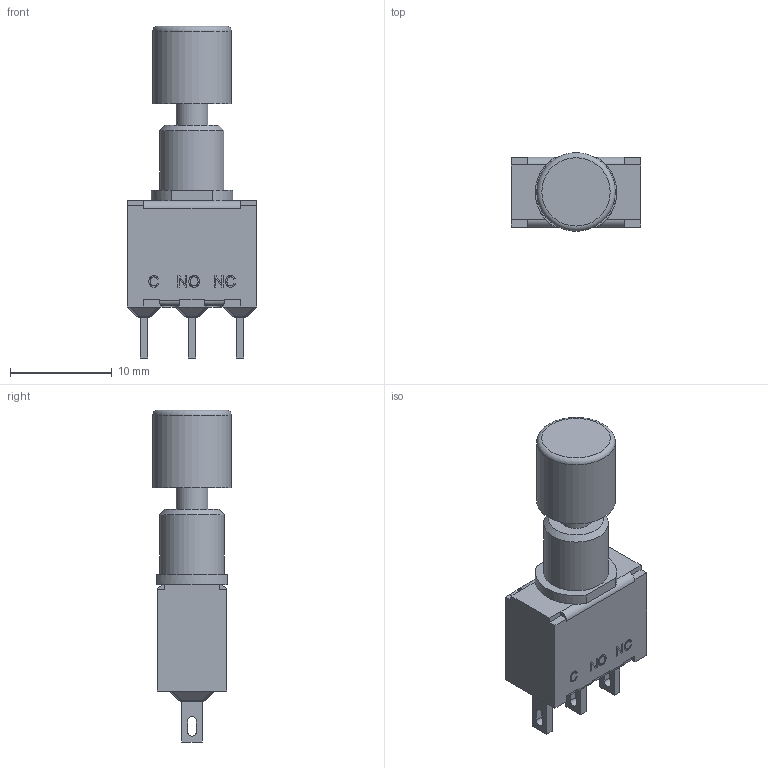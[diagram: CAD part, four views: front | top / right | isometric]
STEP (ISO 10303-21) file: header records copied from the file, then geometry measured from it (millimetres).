
FILE_DESCRIPTION((' '),'2;1');
FILE_NAME('700SP7B10M1xEHC1xxx.stp','2017-07-28T09:16:09',(' '),(' '),' ','ACIS',' ');
FILE_SCHEMA(('CONFIG_CONTROL_DESIGN'));
Length unit declared in the file: inch
Products named in the file (3): 700SP7B10M1xEHC1xxx.stp; Body1; Body2
Assembly tree (2 placements, depth 2):
  700SP7B10M1xEHC1xxx.stp
    Body1
    Body2
Bounding box: 12.7 x 7.7 x 32.55 mm (x, y, z)
Volume: 1459.1 mm3; surface area: 1503.2 mm2
Topology: 2 solids, 3 shells, 276 faces, 696 edges, 443 vertices
Faces by surface type: plane 171, cylinder 61, bspline 24, sphere 12, torus 7, cone 1
Full cylindrical faces by diameter (mm): 3.1 x2, 7.7 x1
Entity records: 8800 total; most frequent: CARTESIAN_POINT 1884, ORIENTED_EDGE 1380, DIRECTION 1288, EDGE_CURVE 690, VECTOR 482, LINE 482, VERTEX_POINT 441, AXIS2_PLACEMENT_3D 403
